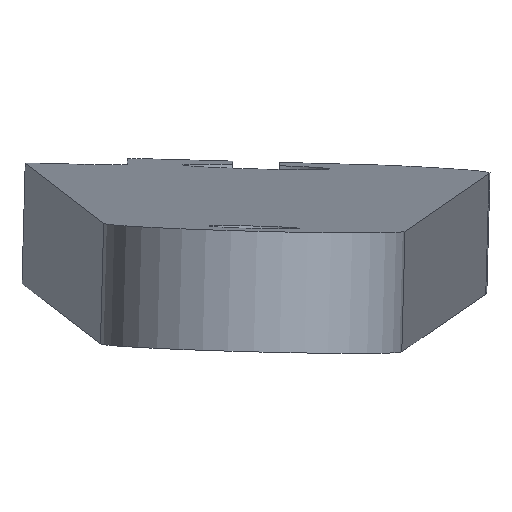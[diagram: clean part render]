
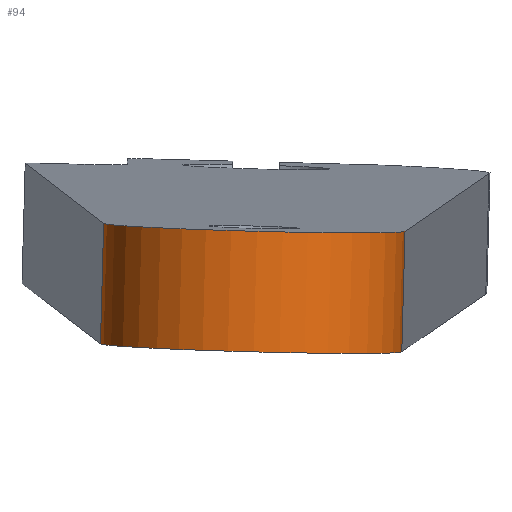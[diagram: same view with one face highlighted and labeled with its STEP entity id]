
A CAD part, front view. The second image highlights one B-rep face of the part: STEP entity #94.
In plain terms, the highlighted cylindrical face has radius 10 mm (diameter 20 mm), a partial arc.
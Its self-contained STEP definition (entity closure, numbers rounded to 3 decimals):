
#5 = CARTESIAN_POINT ( 'NONE',  ( 149.84, 0., -7.997 ) ) ;
#55 = CYLINDRICAL_SURFACE ( 'NONE', #698, 10. ) ;
#84 = CIRCLE ( 'NONE', #498, 10. ) ;
#94 = ADVANCED_FACE ( 'NONE', ( #711 ), #55, .T. ) ;
#120 = CARTESIAN_POINT ( 'NONE',  ( 150.421, -9.993, -0.01 ) ) ;
#150 = DIRECTION ( 'NONE',  ( 0., -1., 0. ) ) ;
#152 = AXIS2_PLACEMENT_3D ( 'NONE', #5, #499, #397 ) ;
#221 = LINE ( 'NONE', #246, #444 ) ;
#246 = CARTESIAN_POINT ( 'NONE',  ( 150.207, -9.993, -8.007 ) ) ;
#298 = DIRECTION ( 'NONE',  ( 0.027, 0., 1. ) ) ;
#311 = CARTESIAN_POINT ( 'NONE',  ( 149.84, 0., -7.997 ) ) ;
#332 = CARTESIAN_POINT ( 'NONE',  ( 150.053, 0., 0. ) ) ;
#333 = ORIENTED_EDGE ( 'NONE', *, *, #968, .T. ) ;
#376 = VECTOR ( 'NONE', #298, 1000. ) ;
#397 = DIRECTION ( 'NONE',  ( 0., -1., 0. ) ) ;
#444 = VECTOR ( 'NONE', #719, 1000. ) ;
#459 = CARTESIAN_POINT ( 'NONE',  ( 149.84, 10., -7.997 ) ) ;
#473 = ORIENTED_EDGE ( 'NONE', *, *, #878, .F. ) ;
#487 = DIRECTION ( 'NONE',  ( 0.027, 0., 1. ) ) ;
#498 = AXIS2_PLACEMENT_3D ( 'NONE', #332, #487, #975 ) ;
#499 = DIRECTION ( 'NONE',  ( 0.027, 0., 1. ) ) ;
#506 = VERTEX_POINT ( 'NONE', #571 ) ;
#571 = CARTESIAN_POINT ( 'NONE',  ( 150.053, 10., 0. ) ) ;
#578 = CARTESIAN_POINT ( 'NONE',  ( 149.84, 10., -7.997 ) ) ;
#621 = CARTESIAN_POINT ( 'NONE',  ( 150.207, -9.993, -8.007 ) ) ;
#631 = ORIENTED_EDGE ( 'NONE', *, *, #948, .F. ) ;
#641 = VERTEX_POINT ( 'NONE', #120 ) ;
#698 = AXIS2_PLACEMENT_3D ( 'NONE', #311, #1026, #150 ) ;
#711 = FACE_OUTER_BOUND ( 'NONE', #943, .T. ) ;
#719 = DIRECTION ( 'NONE',  ( 0.027, 0., 1. ) ) ;
#778 = EDGE_CURVE ( 'NONE', #1048, #506, #882, .T. ) ;
#779 = VERTEX_POINT ( 'NONE', #621 ) ;
#803 = CIRCLE ( 'NONE', #152, 10. ) ;
#848 = ORIENTED_EDGE ( 'NONE', *, *, #778, .T. ) ;
#878 = EDGE_CURVE ( 'NONE', #779, #641, #221, .T. ) ;
#882 = LINE ( 'NONE', #459, #376 ) ;
#943 = EDGE_LOOP ( 'NONE', ( #631, #473, #333, #848 ) ) ;
#948 = EDGE_CURVE ( 'NONE', #641, #506, #84, .T. ) ;
#968 = EDGE_CURVE ( 'NONE', #779, #1048, #803, .T. ) ;
#975 = DIRECTION ( 'NONE',  ( 0., -1., 0. ) ) ;
#1026 = DIRECTION ( 'NONE',  ( 0.027, 0., 1. ) ) ;
#1048 = VERTEX_POINT ( 'NONE', #578 ) ;
